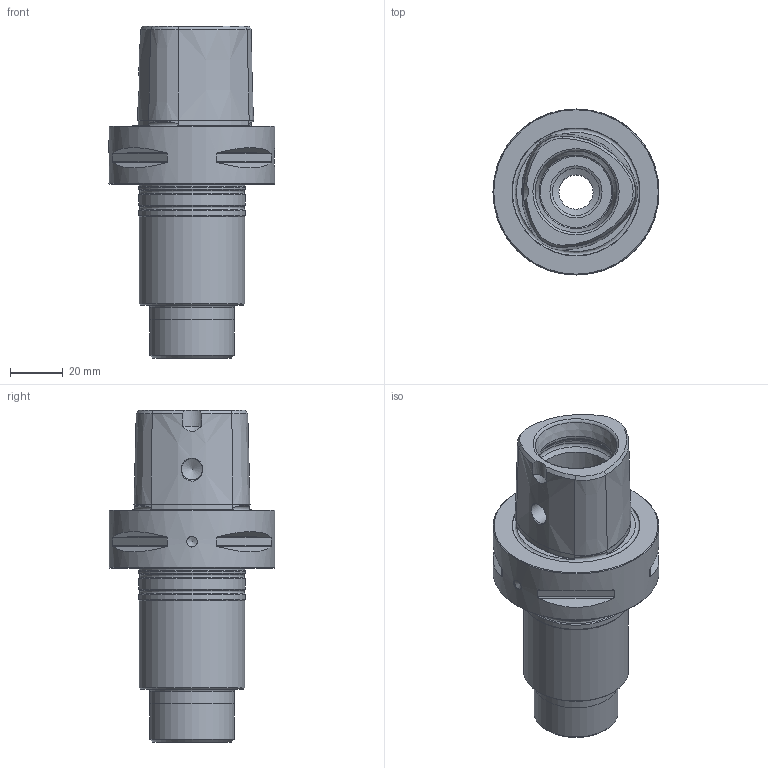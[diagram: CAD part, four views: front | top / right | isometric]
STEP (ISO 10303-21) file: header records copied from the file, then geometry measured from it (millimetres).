
FILE_DESCRIPTION(/* description */ (''),/* implementation_level */ '2;1');
FILE_NAME(/* name */ '480612550.stp',/* time_stamp */ '2021-01-08T12:38:35',/* author */ ('LRA'),/* organization */ ('REGO-FIX'),/* preprocessor_version */ ' Unknown',/* originating_system */ 'SIEMENS PLM Software Solid Edge ST10',/* authorization */ 'Unknown');
FILE_SCHEMA (('AUTOMOTIVE_DESIGN { 1 0 10303 214 2 1 1}'));
Length unit declared in the file: millimetre
Products named in the file (1): NOCUT
Bounding box: 63 x 63 x 126 mm (x, y, z)
Volume: 154168.5 mm3; surface area: 30801.6 mm2
Topology: 1 solids, 1 shells, 127 faces, 308 edges, 189 vertices
Faces by surface type: cone 67, cylinder 27, plane 22, torus 11
Full cylindrical faces by diameter (mm): 4 x1, 8.1 x2, 13 x1, 17.835 x2, 18 x1, 28 x2, 32 x3, 40 x1, 40.5 x4, 63 x1
Entity records: 4280 total; most frequent: CARTESIAN_POINT 793, DIRECTION 540, ORIENTED_EDGE 460, AXIS2_PLACEMENT_3D 240, EDGE_CURVE 230, FACE_BOUND 193, EDGE_LOOP 190, VERTEX_POINT 167
